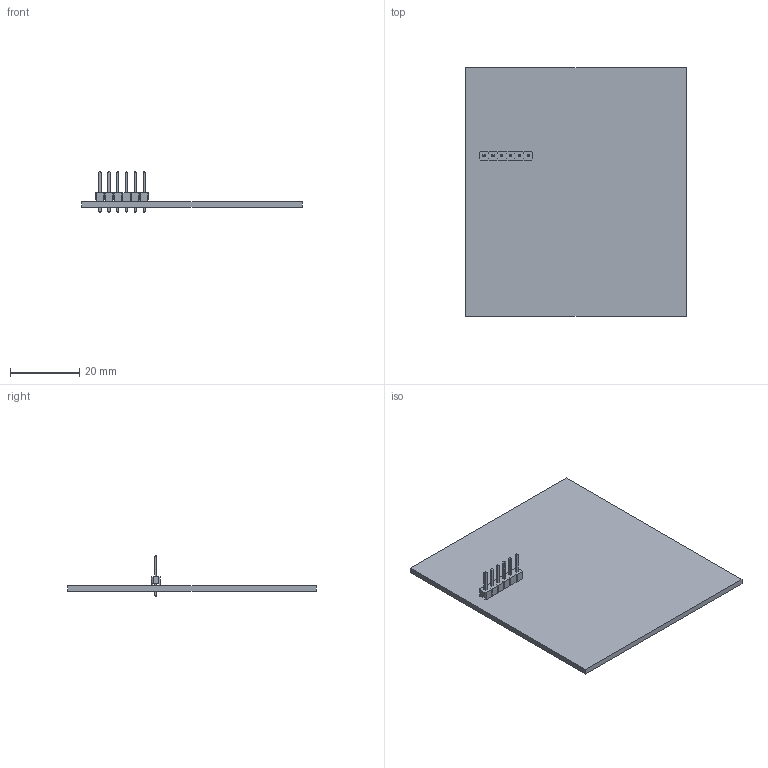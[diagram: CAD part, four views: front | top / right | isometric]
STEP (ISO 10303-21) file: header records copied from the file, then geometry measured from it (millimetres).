
FILE_DESCRIPTION(('Open CASCADE Model'),'2;1');
FILE_NAME('Open CASCADE Shape Model','2024-11-12T19:34:56',('Author'),( 'Open CASCADE'),'Open CASCADE STEP processor 7.5','Open CASCADE 7.5' ,'Unknown');
FILE_SCHEMA(('AUTOMOTIVE_DESIGN { 1 0 10303 214 1 1 1 1 }'));
Length unit declared in the file: millimetre
Products named in the file (7): PCB; Board; Open CASCADE STEP translator 7.5 1.1.1; H2; 61300611121; 6130xx11121_PIN
Assembly tree (11 placements, depth 4):
  PCB
    Board
      Open CASCADE STEP translator 7.5 1.1.1
    H2
      61300611121
        6130xx11121_PIN  x6
        61300611121
Bounding box: 63.63 x 71.63 x 11.54 mm (x, y, z)
Volume: 7350.1 mm3; surface area: 9938.9 mm2
Topology: 8 solids, 8 shells, 178 faces, 438 edges, 276 vertices
Faces by surface type: plane 178
Entity records: 4265 total; most frequent: CARTESIAN_POINT 614, ORIENTED_EDGE 596, DIRECTION 538, EDGE_CURVE 298, LINE 298, VECTOR 298, VERTEX_POINT 196, AXIS2_PLACEMENT_3D 120
